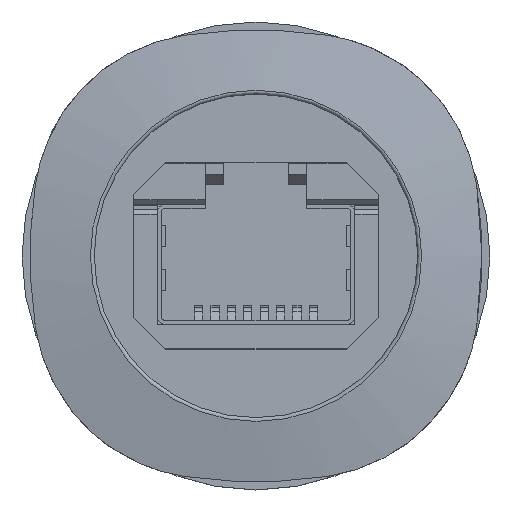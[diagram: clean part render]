
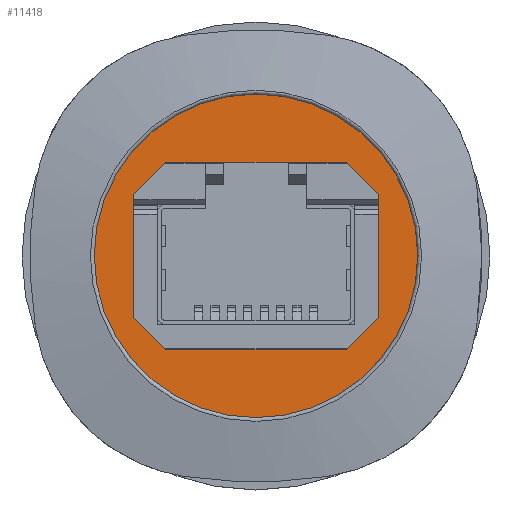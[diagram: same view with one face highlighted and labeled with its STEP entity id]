
A CAD part, top view. The second image highlights one B-rep face of the part: STEP entity #11418.
In plain terms, the highlighted planar face has unit normal (0, 0, 1).
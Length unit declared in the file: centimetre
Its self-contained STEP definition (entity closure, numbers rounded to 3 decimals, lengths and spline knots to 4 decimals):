
#397=FACE_BOUND('',#1351,.T.);
#742=FACE_OUTER_BOUND('',#1350,.T.);
#1350=EDGE_LOOP('',(#8580));
#1351=EDGE_LOOP('',(#8581,#8582,#8583,#8584,#8585,#8586,#8587,#8588));
#1862=CIRCLE('',#11963,1.0025);
#2457=LINE('',#18827,#3702);
#2461=LINE('',#18834,#3706);
#2465=LINE('',#18841,#3710);
#2467=LINE('',#18845,#3712);
#2469=LINE('',#18849,#3714);
#2473=LINE('',#18856,#3718);
#2477=LINE('',#18863,#3722);
#2479=LINE('',#18866,#3724);
#3702=VECTOR('',#13362,0.2828);
#3706=VECTOR('',#13368,0.76);
#3710=VECTOR('',#13374,0.2828);
#3712=VECTOR('',#13378,1.12);
#3714=VECTOR('',#13382,0.2828);
#3718=VECTOR('',#13388,0.76);
#3722=VECTOR('',#13394,0.2828);
#3724=VECTOR('',#13398,1.12);
#5058=VERTEX_POINT('',#18797);
#5059=VERTEX_POINT('',#18824);
#5060=VERTEX_POINT('',#18826);
#5062=VERTEX_POINT('',#18833);
#5064=VERTEX_POINT('',#18840);
#5065=VERTEX_POINT('',#18844);
#5066=VERTEX_POINT('',#18848);
#5068=VERTEX_POINT('',#18855);
#5070=VERTEX_POINT('',#18862);
#6276=EDGE_CURVE('',#5058,#5058,#1862,.T.);
#6289=EDGE_CURVE('',#5060,#5059,#2457,.T.);
#6293=EDGE_CURVE('',#5062,#5060,#2461,.T.);
#6297=EDGE_CURVE('',#5064,#5062,#2465,.T.);
#6299=EDGE_CURVE('',#5065,#5064,#2467,.T.);
#6301=EDGE_CURVE('',#5066,#5065,#2469,.T.);
#6305=EDGE_CURVE('',#5068,#5066,#2473,.T.);
#6309=EDGE_CURVE('',#5070,#5068,#2477,.T.);
#6311=EDGE_CURVE('',#5059,#5070,#2479,.T.);
#8580=ORIENTED_EDGE('',*,*,#6276,.T.);
#8581=ORIENTED_EDGE('',*,*,#6289,.T.);
#8582=ORIENTED_EDGE('',*,*,#6311,.T.);
#8583=ORIENTED_EDGE('',*,*,#6309,.T.);
#8584=ORIENTED_EDGE('',*,*,#6305,.T.);
#8585=ORIENTED_EDGE('',*,*,#6301,.T.);
#8586=ORIENTED_EDGE('',*,*,#6299,.T.);
#8587=ORIENTED_EDGE('',*,*,#6297,.T.);
#8588=ORIENTED_EDGE('',*,*,#6293,.T.);
#10956=PLANE('',#12028);
#11418=ADVANCED_FACE('',(#742,#397),#10956,.T.);
#11963=AXIS2_PLACEMENT_3D('',#18798,#13320,#13321);
#12028=AXIS2_PLACEMENT_3D('',#22554,#13493,#13494);
#13320=DIRECTION('center_axis',(0.,0.,1.));
#13321=DIRECTION('ref_axis',(1.,0.,0.));
#13362=DIRECTION('',(-0.707,-0.707,0.));
#13368=DIRECTION('',(0.,-1.,0.));
#13374=DIRECTION('',(0.707,-0.707,0.));
#13378=DIRECTION('',(1.,0.,0.));
#13382=DIRECTION('',(0.707,0.707,0.));
#13388=DIRECTION('',(0.,1.,0.));
#13394=DIRECTION('',(-0.707,0.707,0.));
#13398=DIRECTION('',(-1.,0.,0.));
#13493=DIRECTION('center_axis',(0.,0.,1.));
#13494=DIRECTION('ref_axis',(0.,1.,0.));
#18797=CARTESIAN_POINT('',(1.0025,0.,0.11));
#18798=CARTESIAN_POINT('Origin',(0.,0.,
0.11));
#18824=CARTESIAN_POINT('',(0.56,-0.58,0.11));
#18826=CARTESIAN_POINT('',(0.76,-0.38,0.11));
#18827=CARTESIAN_POINT('',(0.6903,-0.4497,0.11));
#18833=CARTESIAN_POINT('',(0.76,0.38,0.11));
#18834=CARTESIAN_POINT('',(0.76,-0.19,0.11));
#18840=CARTESIAN_POINT('',(0.56,0.58,0.11));
#18841=CARTESIAN_POINT('',(0.7903,0.3497,0.11));
#18844=CARTESIAN_POINT('',(-0.56,0.58,0.11));
#18845=CARTESIAN_POINT('',(0.5306,0.58,0.11));
#18848=CARTESIAN_POINT('',(-0.76,0.38,0.11));
#18849=CARTESIAN_POINT('',(-0.4397,0.7003,0.11));
#18855=CARTESIAN_POINT('',(-0.76,-0.38,0.11));
#18856=CARTESIAN_POINT('',(-0.76,0.19,0.11));
#18862=CARTESIAN_POINT('',(-0.56,-0.58,0.11));
#18863=CARTESIAN_POINT('',(-0.5397,-0.6003,0.11));
#18866=CARTESIAN_POINT('',(-0.0294,-0.58,0.11));
#22554=CARTESIAN_POINT('Origin',(0.5013,0.,0.11));
